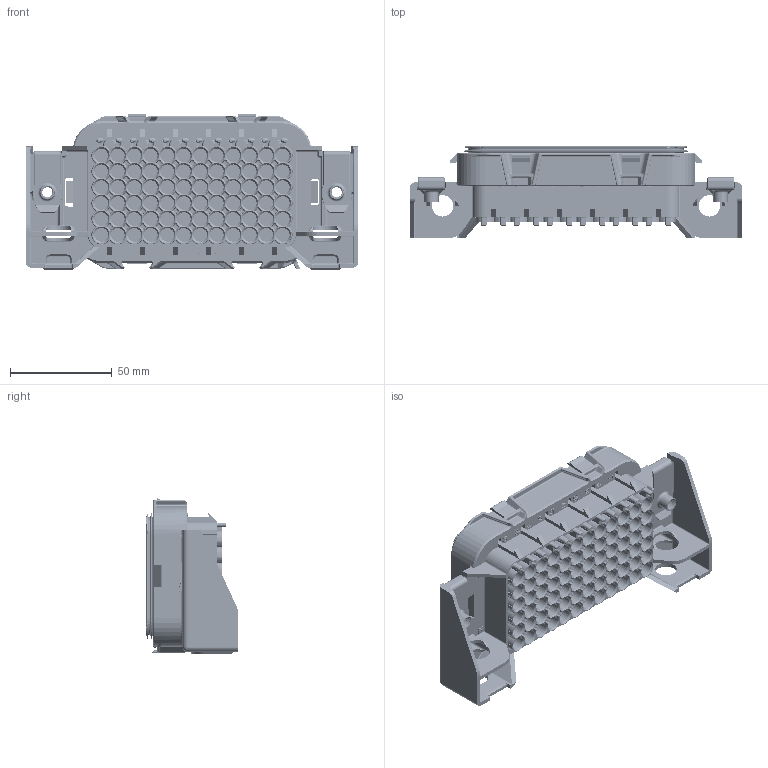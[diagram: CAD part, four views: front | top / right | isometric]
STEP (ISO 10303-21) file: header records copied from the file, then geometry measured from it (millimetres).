
FILE_DESCRIPTION((''),'2;1');
FILE_NAME('SC42-2035A-A001_NCF_SW0001','2025-06-05T12:39:11',('20077268'),(''),'CREO PARAMETRIC BY PTC INC, 2024014','CREO PARAMETRIC BY PTC INC, 2024014','');
FILE_SCHEMA(('CONFIG_CONTROL_DESIGN'));
Products named in the file (1): SC42-2035A-A001_NCF_SW0001
Bounding box: 163 x 45.6 x 76.36 mm (x, y, z)
Volume: 173706.8 mm3; surface area: 113491.3 mm2
Topology: 1 solids, 1 shells, 8064 faces, 19547 edges, 11644 vertices
Faces by surface type: cylinder 2292, plane 2238, cone 1120, torus 1028, extrusion 787, sphere 346, bspline 253
Entity records: 255627 total; most frequent: CARTESIAN_POINT 70415, ORIENTED_EDGE 39046, DIRECTION 38062, EDGE_CURVE 19523, AXIS2_PLACEMENT_3D 14055, VERTEX_POINT 11644, VECTOR 9952, LINE 9165
